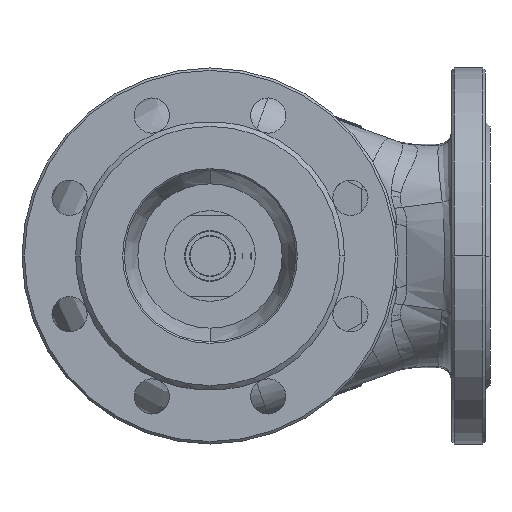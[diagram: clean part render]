
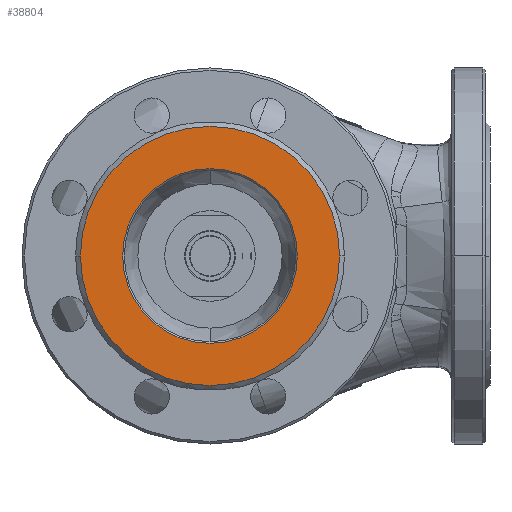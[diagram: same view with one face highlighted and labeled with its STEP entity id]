
A CAD part, front view. The second image highlights one B-rep face of the part: STEP entity #38804.
In plain terms, the highlighted planar face has unit normal (0, -1, 0).
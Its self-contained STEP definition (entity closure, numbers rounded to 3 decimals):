
#3506 = EDGE_CURVE ( 'NONE', #22815, #28921, #16634, .T. ) ;
#4874 = CIRCLE ( 'NONE', #65085, 81. ) ;
#5169 = PLANE ( 'NONE',  #65895 ) ;
#9344 = CIRCLE ( 'NONE', #48279, 81. ) ;
#10567 = CIRCLE ( 'NONE', #29743, 54.55 ) ;
#12150 = DIRECTION ( 'NONE',  ( -1., 0., 0. ) ) ;
#13414 = EDGE_LOOP ( 'NONE', ( #73958, #79333 ) ) ;
#13823 = CARTESIAN_POINT ( 'NONE',  ( -81., -109.39, 0. ) ) ;
#16500 = CARTESIAN_POINT ( 'NONE',  ( 0., -109.39, 0. ) ) ;
#16634 = CIRCLE ( 'NONE', #55850, 54.55 ) ;
#20444 = CARTESIAN_POINT ( 'NONE',  ( 0., -109.39, 0. ) ) ;
#22815 = VERTEX_POINT ( 'NONE', #57769 ) ;
#23481 = DIRECTION ( 'NONE',  ( 0., 0., -1. ) ) ;
#27369 = DIRECTION ( 'NONE',  ( -1., 0., 0. ) ) ;
#28203 = CARTESIAN_POINT ( 'NONE',  ( 81., -109.39, 0. ) ) ;
#28921 = VERTEX_POINT ( 'NONE', #65649 ) ;
#29577 = FACE_OUTER_BOUND ( 'NONE', #13414, .T. ) ;
#29743 = AXIS2_PLACEMENT_3D ( 'NONE', #80797, #39258, #87824 ) ;
#30410 = DIRECTION ( 'NONE',  ( 0., 1., 0. ) ) ;
#33745 = ORIENTED_EDGE ( 'NONE', *, *, #59803, .T. ) ;
#35726 = VERTEX_POINT ( 'NONE', #13823 ) ;
#38804 = ADVANCED_FACE ( 'NONE', ( #48088, #29577 ), #5169, .F. ) ;
#39258 = DIRECTION ( 'NONE',  ( 0., 1., 0. ) ) ;
#40884 = ORIENTED_EDGE ( 'NONE', *, *, #3506, .T. ) ;
#46097 = EDGE_CURVE ( 'NONE', #56769, #35726, #4874, .T. ) ;
#48088 = FACE_BOUND ( 'NONE', #75929, .T. ) ;
#48279 = AXIS2_PLACEMENT_3D ( 'NONE', #71987, #30410, #78936 ) ;
#53664 = DIRECTION ( 'NONE',  ( 0., 1., 0. ) ) ;
#55850 = AXIS2_PLACEMENT_3D ( 'NONE', #16500, #64964, #23481 ) ;
#56769 = VERTEX_POINT ( 'NONE', #28203 ) ;
#57769 = CARTESIAN_POINT ( 'NONE',  ( 0., -109.39, -54.55 ) ) ;
#59803 = EDGE_CURVE ( 'NONE', #28921, #22815, #10567, .T. ) ;
#64964 = DIRECTION ( 'NONE',  ( 0., 1., 0. ) ) ;
#65085 = AXIS2_PLACEMENT_3D ( 'NONE', #20444, #68904, #27369 ) ;
#65649 = CARTESIAN_POINT ( 'NONE',  ( 0., -109.39, 54.55 ) ) ;
#65895 = AXIS2_PLACEMENT_3D ( 'NONE', #67298, #53664, #12150 ) ;
#67298 = CARTESIAN_POINT ( 'NONE',  ( 0., -109.39, 0. ) ) ;
#68904 = DIRECTION ( 'NONE',  ( 0., 1., 0. ) ) ;
#71987 = CARTESIAN_POINT ( 'NONE',  ( 0., -109.39, 0. ) ) ;
#73958 = ORIENTED_EDGE ( 'NONE', *, *, #78848, .F. ) ;
#75929 = EDGE_LOOP ( 'NONE', ( #33745, #40884 ) ) ;
#78848 = EDGE_CURVE ( 'NONE', #35726, #56769, #9344, .T. ) ;
#78936 = DIRECTION ( 'NONE',  ( -1., 0., 0. ) ) ;
#79333 = ORIENTED_EDGE ( 'NONE', *, *, #46097, .F. ) ;
#80797 = CARTESIAN_POINT ( 'NONE',  ( 0., -109.39, 0. ) ) ;
#87824 = DIRECTION ( 'NONE',  ( 0., 0., -1. ) ) ;
